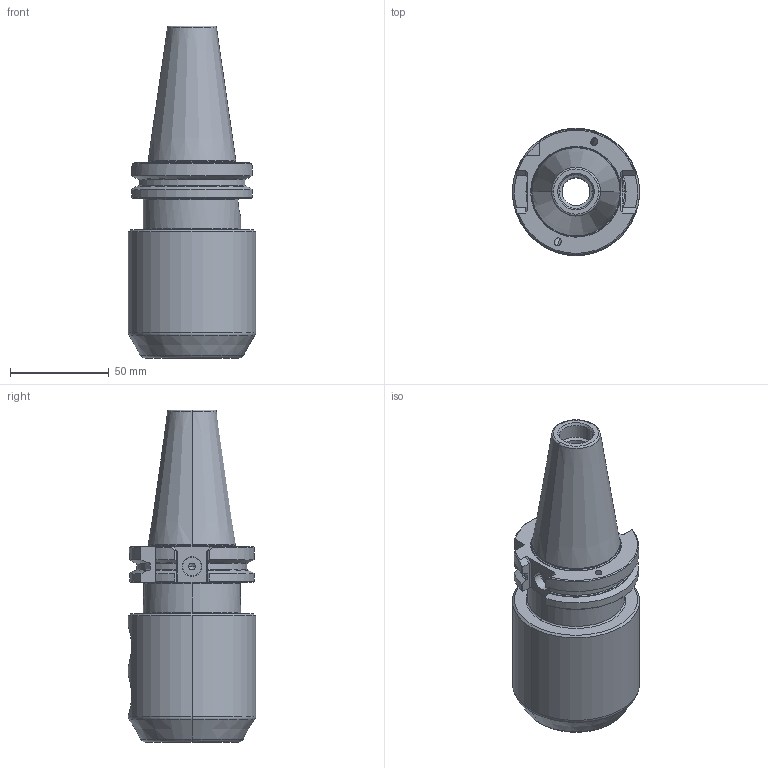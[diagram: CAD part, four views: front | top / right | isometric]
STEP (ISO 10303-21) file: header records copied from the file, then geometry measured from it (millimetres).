
FILE_DESCRIPTION(('no description'),'unknown implementation level');
FILE_NAME('B4571907-A4BC-4EF3-8258-023EB94FD33C_export.stp',' ',('CIMSOURCE GmbH'),('CADClick - KiM GmbH - www.kimweb.de'),'unknown preprocess','ACIS','unknown authorization');
FILE_SCHEMA(('automotive_design'));
Length unit declared in the file: millimetre
Products named in the file (3): 490.125 Kaiser SK40B_VBD X D25B X 100|490.125 Kaiser SK40B_VBD X D25B X 100_Standard;NONE; 490.125 Kaiser SK40B_VBD X D25B X 100|690.483 Kaiser ETL M18 X 20_Standard;NONE
Bounding box: 64.5 x 64.5 x 168.25 mm (x, y, z)
Volume: 300479.3 mm3; surface area: 49069.7 mm2
Topology: 3 solids, 3 shells, 237 faces, 593 edges, 362 vertices
Faces by surface type: plane 77, cylinder 71, cone 65, torus 24
Entity records: 14504 total; most frequent: CARTESIAN_POINT 2168, DIRECTION 1234, STYLED_ITEM 1185, PRESENTATION_STYLE_ASSIGNMENT 1185, COLOUR_RGB 1185, ORIENTED_EDGE 1166, EDGE_CURVE 583, CURVE_STYLE 583
